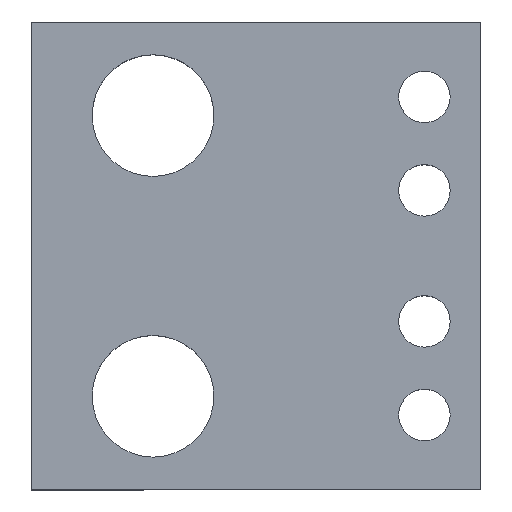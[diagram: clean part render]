
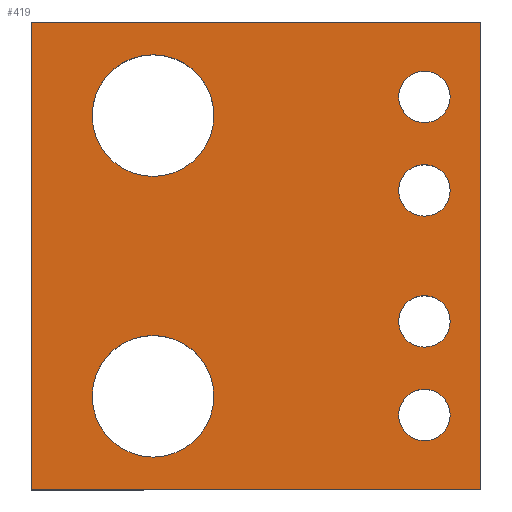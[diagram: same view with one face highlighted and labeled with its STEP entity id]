
A CAD part, top view. The second image highlights one B-rep face of the part: STEP entity #419.
In plain terms, the highlighted planar face has unit normal (0, 0, 1).
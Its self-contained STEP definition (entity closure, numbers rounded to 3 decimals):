
#84=CARTESIAN_POINT('',(-5.5,-15.,4.0));
#85=VERTEX_POINT('',#84);
#86=CARTESIAN_POINT('',(-12.,-15.,4.0));
#87=DIRECTION('',(0.0,0.0,-1.0));
#88=DIRECTION('',(-1.0,0.0,0.0));
#89=AXIS2_PLACEMENT_3D('',#86,#87,#88);
#90=CIRCLE('',#89,6.5);
#91=EDGE_CURVE('',#85,#85,#90,.T.);
#112=CARTESIAN_POINT('',(-5.5,15.,4.0));
#113=VERTEX_POINT('',#112);
#114=CARTESIAN_POINT('',(-12.,15.,4.0));
#115=DIRECTION('',(0.0,0.0,-1.0));
#116=DIRECTION('',(-1.0,0.0,0.0));
#117=AXIS2_PLACEMENT_3D('',#114,#115,#116);
#118=CIRCLE('',#117,6.5);
#119=EDGE_CURVE('',#113,#113,#118,.T.);
#140=CARTESIAN_POINT('',(19.75,17.,4.0));
#141=VERTEX_POINT('',#140);
#142=CARTESIAN_POINT('',(17.,17.,4.0));
#143=DIRECTION('',(0.0,0.0,-1.0));
#144=DIRECTION('',(-1.0,0.0,0.0));
#145=AXIS2_PLACEMENT_3D('',#142,#143,#144);
#146=CIRCLE('',#145,2.75);
#147=EDGE_CURVE('',#141,#141,#146,.T.);
#168=CARTESIAN_POINT('',(19.75,-7.,4.0));
#169=VERTEX_POINT('',#168);
#170=CARTESIAN_POINT('',(17.,-7.,4.0));
#171=DIRECTION('',(0.0,0.0,-1.0));
#172=DIRECTION('',(-1.0,0.0,0.0));
#173=AXIS2_PLACEMENT_3D('',#170,#171,#172);
#174=CIRCLE('',#173,2.75);
#175=EDGE_CURVE('',#169,#169,#174,.T.);
#196=CARTESIAN_POINT('',(19.75,7.,4.0));
#197=VERTEX_POINT('',#196);
#198=CARTESIAN_POINT('',(17.0,7.,4.0));
#199=DIRECTION('',(0.0,0.0,-1.0));
#200=DIRECTION('',(-1.0,0.0,0.0));
#201=AXIS2_PLACEMENT_3D('',#198,#199,#200);
#202=CIRCLE('',#201,2.75);
#203=EDGE_CURVE('',#197,#197,#202,.T.);
#224=CARTESIAN_POINT('',(19.75,-17.,4.0));
#225=VERTEX_POINT('',#224);
#226=CARTESIAN_POINT('',(17.,-17.,4.0));
#227=DIRECTION('',(0.0,0.0,-1.0));
#228=DIRECTION('',(-1.0,0.0,0.0));
#229=AXIS2_PLACEMENT_3D('',#226,#227,#228);
#230=CIRCLE('',#229,2.75);
#231=EDGE_CURVE('',#225,#225,#230,.T.);
#299=CARTESIAN_POINT('',(23.,25.,4.0));
#300=VERTEX_POINT('',#299);
#301=CARTESIAN_POINT('',(23.,-25.,4.0));
#302=VERTEX_POINT('',#301);
#303=CARTESIAN_POINT('',(23.,25.,4.0));
#304=DIRECTION('',(0.0,-1.0,0.0));
#305=VECTOR('',#304,50.);
#306=LINE('',#303,#305);
#307=EDGE_CURVE('',#300,#302,#306,.T.);
#330=CARTESIAN_POINT('',(-25.,-25.,4.0));
#331=VERTEX_POINT('',#330);
#332=CARTESIAN_POINT('',(23.,-25.,4.0));
#333=DIRECTION('',(-1.0,0.0,0.0));
#334=VECTOR('',#333,48.);
#335=LINE('',#332,#334);
#336=EDGE_CURVE('',#302,#331,#335,.T.);
#354=CARTESIAN_POINT('',(-25.,25.,4.0));
#355=VERTEX_POINT('',#354);
#356=CARTESIAN_POINT('',(-25.,-25.,4.0));
#357=DIRECTION('',(0.0,1.0,0.0));
#358=VECTOR('',#357,50.);
#359=LINE('',#356,#358);
#360=EDGE_CURVE('',#331,#355,#359,.T.);
#378=CARTESIAN_POINT('',(-25.,25.,4.0));
#379=DIRECTION('',(1.0,0.0,0.0));
#380=VECTOR('',#379,48.);
#381=LINE('',#378,#380);
#382=EDGE_CURVE('',#355,#300,#381,.T.);
#390=CARTESIAN_POINT('',(-1.,0.,4.0));
#391=DIRECTION('',(0.0,0.0,1.0));
#392=DIRECTION('',(1.0,0.0,0.0));
#393=AXIS2_PLACEMENT_3D('',#390,#391,#392);
#394=PLANE('',#393);
#395=ORIENTED_EDGE('',*,*,#307,.F.);
#396=ORIENTED_EDGE('',*,*,#382,.F.);
#397=ORIENTED_EDGE('',*,*,#360,.F.);
#398=ORIENTED_EDGE('',*,*,#336,.F.);
#399=EDGE_LOOP('',(#395,#396,#397,#398));
#400=FACE_OUTER_BOUND('',#399,.T.);
#401=ORIENTED_EDGE('',*,*,#91,.T.);
#402=EDGE_LOOP('',(#401));
#403=FACE_BOUND('',#402,.T.);
#404=ORIENTED_EDGE('',*,*,#119,.T.);
#405=EDGE_LOOP('',(#404));
#406=FACE_BOUND('',#405,.T.);
#407=ORIENTED_EDGE('',*,*,#147,.T.);
#408=EDGE_LOOP('',(#407));
#409=FACE_BOUND('',#408,.T.);
#410=ORIENTED_EDGE('',*,*,#175,.T.);
#411=EDGE_LOOP('',(#410));
#412=FACE_BOUND('',#411,.T.);
#413=ORIENTED_EDGE('',*,*,#203,.T.);
#414=EDGE_LOOP('',(#413));
#415=FACE_BOUND('',#414,.T.);
#416=ORIENTED_EDGE('',*,*,#231,.T.);
#417=EDGE_LOOP('',(#416));
#418=FACE_BOUND('',#417,.T.);
#419=ADVANCED_FACE('',(#400,#403,#406,#409,#412,#415,#418),#394,.T.);
